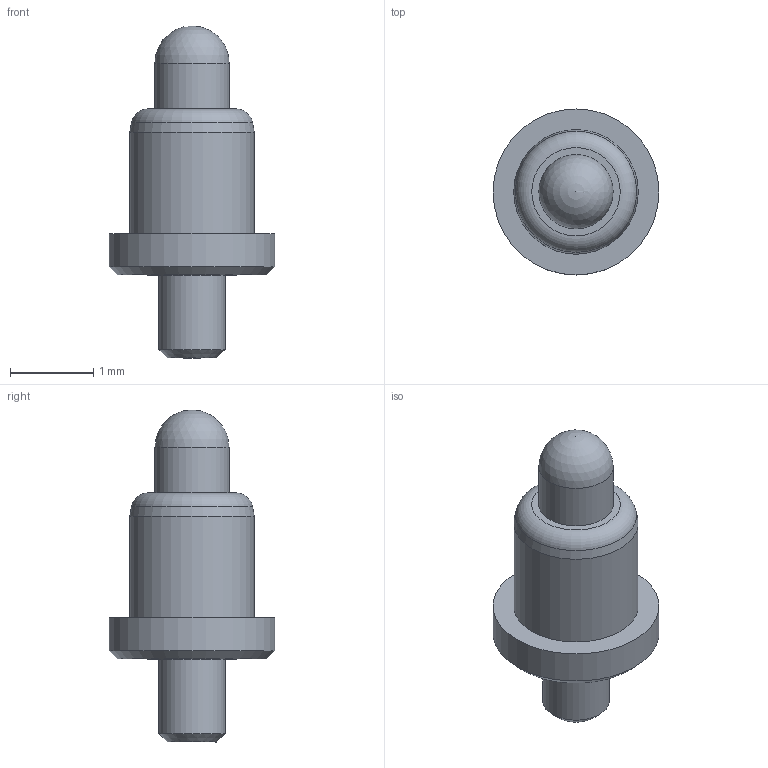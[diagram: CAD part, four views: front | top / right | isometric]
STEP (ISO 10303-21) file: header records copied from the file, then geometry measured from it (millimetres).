
FILE_DESCRIPTION(/* description */ ('STEP AP214'),/* implementation_level */ '2;1');
FILE_NAME(/* name */ 'Same_Sky_CPG-42-TH-TR v1.step',/* time_stamp */ '2025-04-24T18:32:06+02:00',/* author */ (''),/* organization */ (''),/* preprocessor_version */ 'ST-DEVELOPER v20.1',/* originating_system */ 'Autodesk Translation Framework v14.4.0.0',/* authorisation */ '');
FILE_SCHEMA (('AUTOMOTIVE_DESIGN { 1 0 10303 214 3 1 1 }'));
Length unit declared in the file: inch
Products named in the file (1): Same_Sky_CPG-42-TH-TR
Bounding box: 2 x 2 x 4 mm (x, y, z)
Volume: 5.2 mm3; surface area: 20.1 mm2
Topology: 1 solids, 1 shells, 13 faces, 25 edges, 16 vertices
Faces by surface type: cylinder 4, plane 4, cone 3, torus 1, sphere 1
Full cylindrical faces by diameter (mm): 0.799 x1, 0.895 x1, 1.499 x1, 1.999 x1
Entity records: 377 total; most frequent: DIRECTION 69, CARTESIAN_POINT 54, ORIENTED_EDGE 48, AXIS2_PLACEMENT_3D 31, EDGE_CURVE 24, CIRCLE 17, EDGE_LOOP 16, VERTEX_POINT 16
